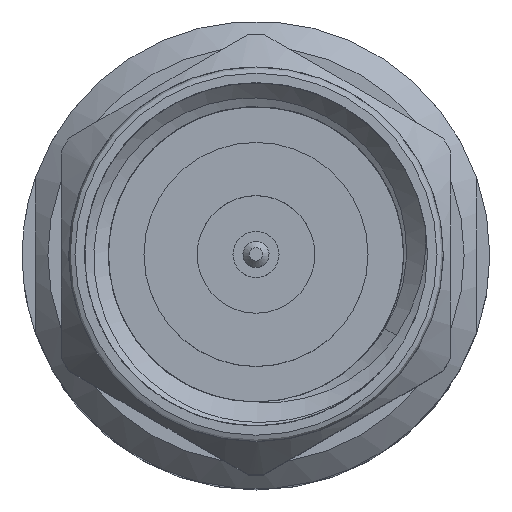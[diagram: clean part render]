
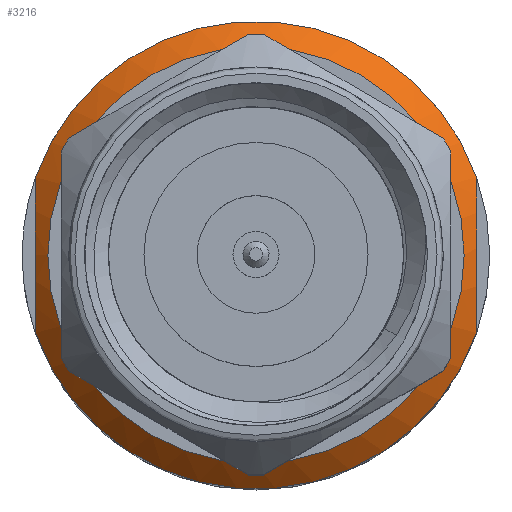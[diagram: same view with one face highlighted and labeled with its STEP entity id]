
A CAD part, top view. The second image highlights one B-rep face of the part: STEP entity #3216.
In plain terms, the highlighted conical face has half-angle 47.175 degrees and reference radius 4.772 mm.
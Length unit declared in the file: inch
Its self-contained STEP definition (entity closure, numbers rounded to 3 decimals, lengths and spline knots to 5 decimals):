
#61 = DIRECTION ( 'NONE',  ( 1., 0., 0. ) ) ;
#169 = CARTESIAN_POINT ( 'NONE',  ( 0.39496, 0.04221, -0.17717 ) ) ;
#194 = CIRCLE ( 'NONE', #470, 0.18787 ) ;
#201 = DIRECTION ( 'NONE',  ( 0., 0., -1. ) ) ;
#253 = ORIENTED_EDGE ( 'NONE', *, *, #1828, .F. ) ;
#375 = EDGE_CURVE ( 'NONE', #4926, #4926, #3354, .T. ) ;
#428 = CARTESIAN_POINT ( 'NONE',  ( 0.39496, 0.04221, 0.17717 ) ) ;
#450 = CARTESIAN_POINT ( 'NONE',  ( 0.40056, 0.06251, 0.17717 ) ) ;
#470 = AXIS2_PLACEMENT_3D ( 'NONE', #539, #2522, #5870 ) ;
#485 = AXIS2_PLACEMENT_3D ( 'NONE', #1126, #4503, #4958 ) ;
#539 = CARTESIAN_POINT ( 'NONE',  ( 0.40056, 0., 0. ) ) ;
#578 = CARTESIAN_POINT ( 'NONE',  ( 0.38142, 0., -0.16722 ) ) ;
#666 = CARTESIAN_POINT ( 'NONE',  ( 0.39491, -0.04196, -0.17717 ) ) ;
#950 = CARTESIAN_POINT ( 'NONE',  ( 0.39064, 0.01055, 0.17717 ) ) ;
#1096 = EDGE_LOOP ( 'NONE', ( #1975 ) ) ;
#1105 = CARTESIAN_POINT ( 'NONE',  ( 0.39152, -0.02106, -0.17717 ) ) ;
#1126 = CARTESIAN_POINT ( 'NONE',  ( 0.40056, 0., 0. ) ) ;
#1181 = VERTEX_POINT ( 'NONE', #2152 ) ;
#1376 = VERTEX_POINT ( 'NONE', #3939 ) ;
#1382 = CARTESIAN_POINT ( 'NONE',  ( 0.40056, -0.06251, -0.17717 ) ) ;
#1506 = AXIS2_PLACEMENT_3D ( 'NONE', #2245, #3643, #201 ) ;
#1674 = CARTESIAN_POINT ( 'NONE',  ( 0.39746, 0.05245, -0.17717 ) ) ;
#1828 = EDGE_CURVE ( 'NONE', #1376, #5592, #194, .T. ) ;
#1887 = FACE_BOUND ( 'NONE', #1096, .T. ) ;
#1967 = CONICAL_SURFACE ( 'NONE', #485, 0.18787, 0.823 ) ;
#1975 = ORIENTED_EDGE ( 'NONE', *, *, #375, .T. ) ;
#2152 = CARTESIAN_POINT ( 'NONE',  ( 0.40056, 0.06251, 0.17717 ) ) ;
#2155 = EDGE_CURVE ( 'NONE', #5024, #5592, #6131, .T. ) ;
#2245 = CARTESIAN_POINT ( 'NONE',  ( 0.38142, 0., 0. ) ) ;
#2389 = CARTESIAN_POINT ( 'NONE',  ( 0.40056, -0.06251, 0.17717 ) ) ;
#2488 = ORIENTED_EDGE ( 'NONE', *, *, #2155, .T. ) ;
#2522 = DIRECTION ( 'NONE',  ( 1., 0., 0. ) ) ;
#2599 = CARTESIAN_POINT ( 'NONE',  ( 0.40056, -0.06251, -0.17717 ) ) ;
#2805 = EDGE_CURVE ( 'NONE', #1376, #1181, #3185, .T. ) ;
#2905 = CARTESIAN_POINT ( 'NONE',  ( 0.39491, -0.04196, 0.17717 ) ) ;
#3185 = B_SPLINE_CURVE_WITH_KNOTS ( 'NONE', 3,
 ( #2389, #4803, #2905, #3291, #5284, #950, #4754, #428, #3812, #450 ),
 .UNSPECIFIED., .F., .F.,
 ( 4, 2, 2, 2, 4 ),
 ( 0.00197, 0.00277, 0.00358, 0.00438, 0.00518 ),
 .UNSPECIFIED. ) ;
#3216 = ADVANCED_FACE ( 'NONE', ( #1887, #3382 ), #1967, .T. ) ;
#3291 = CARTESIAN_POINT ( 'NONE',  ( 0.39152, -0.02106, 0.17717 ) ) ;
#3354 = CIRCLE ( 'NONE', #1506, 0.16722 ) ;
#3382 = FACE_OUTER_BOUND ( 'NONE', #3504, .T. ) ;
#3504 = EDGE_LOOP ( 'NONE', ( #253, #4786, #4912, #2488 ) ) ;
#3533 = CARTESIAN_POINT ( 'NONE',  ( 0.39154, 0.02126, -0.17717 ) ) ;
#3582 = CIRCLE ( 'NONE', #4531, 0.18787 ) ;
#3643 = DIRECTION ( 'NONE',  ( 1., 0., 0. ) ) ;
#3812 = CARTESIAN_POINT ( 'NONE',  ( 0.39746, 0.05245, 0.17717 ) ) ;
#3939 = CARTESIAN_POINT ( 'NONE',  ( 0.40056, -0.06251, 0.17717 ) ) ;
#4076 = CARTESIAN_POINT ( 'NONE',  ( 0.40056, 0.06251, -0.17717 ) ) ;
#4503 = DIRECTION ( 'NONE',  ( 1., 0., 0. ) ) ;
#4514 = CARTESIAN_POINT ( 'NONE',  ( 0.39744, -0.0524, -0.17717 ) ) ;
#4531 = AXIS2_PLACEMENT_3D ( 'NONE', #5353, #61, #5821 ) ;
#4727 = EDGE_CURVE ( 'NONE', #5024, #1181, #3582, .T. ) ;
#4754 = CARTESIAN_POINT ( 'NONE',  ( 0.39154, 0.02126, 0.17717 ) ) ;
#4786 = ORIENTED_EDGE ( 'NONE', *, *, #2805, .T. ) ;
#4803 = CARTESIAN_POINT ( 'NONE',  ( 0.39744, -0.0524, 0.17717 ) ) ;
#4912 = ORIENTED_EDGE ( 'NONE', *, *, #4727, .F. ) ;
#4926 = VERTEX_POINT ( 'NONE', #578 ) ;
#4958 = DIRECTION ( 'NONE',  ( 0., 0., -1. ) ) ;
#4973 = CARTESIAN_POINT ( 'NONE',  ( 0.39064, 0.01055, -0.17717 ) ) ;
#5013 = CARTESIAN_POINT ( 'NONE',  ( 0.39064, -0.01056, -0.17717 ) ) ;
#5024 = VERTEX_POINT ( 'NONE', #5454 ) ;
#5284 = CARTESIAN_POINT ( 'NONE',  ( 0.39064, -0.01056, 0.17717 ) ) ;
#5353 = CARTESIAN_POINT ( 'NONE',  ( 0.40056, 0., 0. ) ) ;
#5454 = CARTESIAN_POINT ( 'NONE',  ( 0.40056, 0.06251, -0.17717 ) ) ;
#5592 = VERTEX_POINT ( 'NONE', #1382 ) ;
#5821 = DIRECTION ( 'NONE',  ( 0., 0., -1. ) ) ;
#5870 = DIRECTION ( 'NONE',  ( 0., 0., -1. ) ) ;
#6131 = B_SPLINE_CURVE_WITH_KNOTS ( 'NONE', 3,
 ( #4076, #1674, #169, #3533, #4973, #5013, #1105, #666, #4514, #2599 ),
 .UNSPECIFIED., .F., .F.,
 ( 4, 2, 2, 2, 4 ),
 ( 0.00786, 0.00866, 0.00946, 0.01026, 0.01106 ),
 .UNSPECIFIED. ) ;
